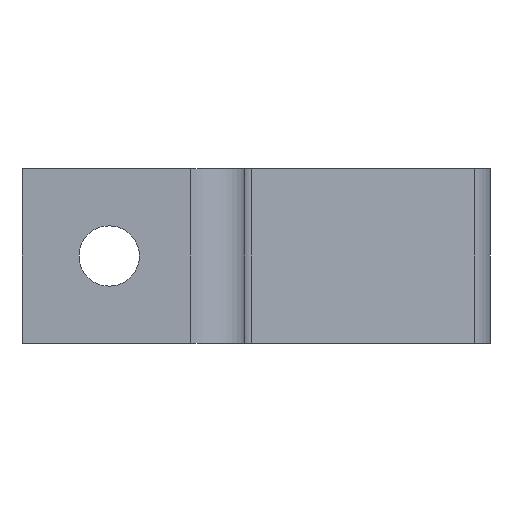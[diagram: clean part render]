
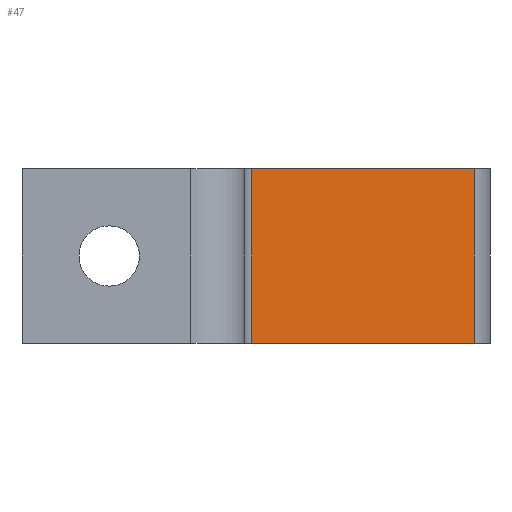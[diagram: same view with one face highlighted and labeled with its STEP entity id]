
A CAD part, left-side view. The second image highlights one B-rep face of the part: STEP entity #47.
In plain terms, the highlighted planar face has unit normal (-0.707, -0.707, 0).
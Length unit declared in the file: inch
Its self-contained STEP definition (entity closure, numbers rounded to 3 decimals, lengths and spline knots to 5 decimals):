
#47=ADVANCED_FACE('',(#109),#110,.T.);
#109=FACE_OUTER_BOUND('',#185,.T.);
#110=PLANE('',#186);
#185=EDGE_LOOP('',(#325,#326,#327,#328));
#186=AXIS2_PLACEMENT_3D('',#329,#330,#331);
#325=ORIENTED_EDGE('',*,*,#504,.T.);
#326=ORIENTED_EDGE('',*,*,#505,.F.);
#327=ORIENTED_EDGE('',*,*,#506,.F.);
#328=ORIENTED_EDGE('',*,*,#507,.T.);
#329=CARTESIAN_POINT('',(2.22112,-2.37026,0.0));
#330=DIRECTION('',(-0.707,-0.707,0.0));
#331=DIRECTION('',(0.707,-0.707,-0.0));
#504=EDGE_CURVE('',#587,#588,#589,.T.);
#505=EDGE_CURVE('',#590,#588,#591,.T.);
#506=EDGE_CURVE('',#592,#590,#593,.T.);
#507=EDGE_CURVE('',#592,#587,#594,.T.);
#587=VERTEX_POINT('',#710);
#588=VERTEX_POINT('',#711);
#589=LINE('',#712,#713);
#590=VERTEX_POINT('',#714);
#591=LINE('',#715,#716);
#592=VERTEX_POINT('',#717);
#593=LINE('',#718,#719);
#594=LINE('',#720,#721);
#710=CARTESIAN_POINT('',(3.25932,-3.40845,1.625));
#711=CARTESIAN_POINT('',(1.18292,-1.33206,1.625));
#712=CARTESIAN_POINT('',(3.25932,-3.40845,1.625));
#713=VECTOR('',#929,1.0);
#714=CARTESIAN_POINT('',(1.18292,-1.33206,0.0));
#715=CARTESIAN_POINT('',(1.18292,-1.33206,0.0));
#716=VECTOR('',#930,1.0);
#717=CARTESIAN_POINT('',(3.25932,-3.40845,0.0));
#718=CARTESIAN_POINT('',(3.25932,-3.40845,0.0));
#719=VECTOR('',#931,1.0);
#720=CARTESIAN_POINT('',(3.25932,-3.40845,0.0));
#721=VECTOR('',#932,1.0);
#929=DIRECTION('',(-0.707,0.707,0.0));
#930=DIRECTION('',(0.0,0.0,1.0));
#931=DIRECTION('',(-0.707,0.707,0.0));
#932=DIRECTION('',(0.0,0.0,1.0));
